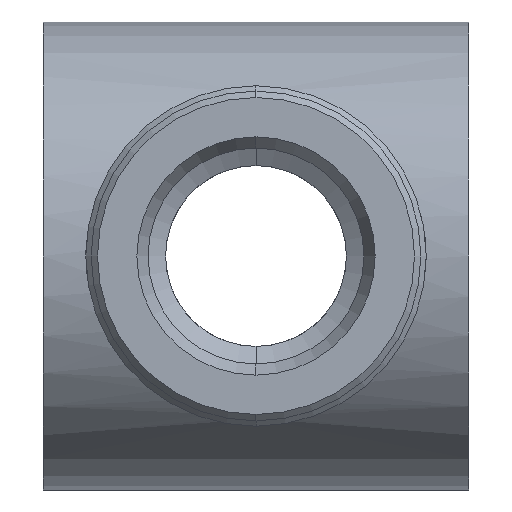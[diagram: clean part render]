
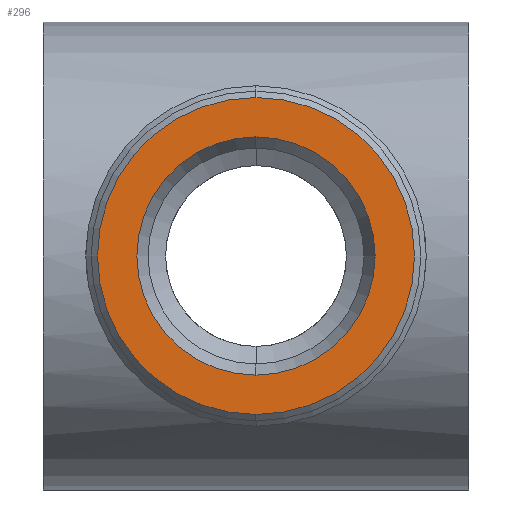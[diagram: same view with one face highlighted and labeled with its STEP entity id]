
A CAD part, left-side view. The second image highlights one B-rep face of the part: STEP entity #296.
In plain terms, the highlighted planar face has unit normal (-1, 0, 0).
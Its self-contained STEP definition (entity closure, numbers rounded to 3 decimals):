
#160 = ORIENTED_EDGE ( 'NONE', *, *, #506, .T. ) ;
#161 = ORIENTED_EDGE ( 'NONE', *, *, #295, .T. ) ;
#162 = EDGE_LOOP ( 'NONE', ( #163, #164 ) ) ;
#163 = ORIENTED_EDGE ( 'NONE', *, *, #542, .F. ) ;
#164 = ORIENTED_EDGE ( 'NONE', *, *, #165, .F. ) ;
#165 = EDGE_CURVE ( 'NONE', #560, #600, #1813, .T. ) ;
#295 = EDGE_CURVE ( 'NONE', #550, #557, #2438, .T. ) ;
#296 = ADVANCED_FACE ( 'NONE', ( #2439, #2433 ), #2432, .T. ) ;
#297 = EDGE_LOOP ( 'NONE', ( #160, #161 ) ) ;
#506 = EDGE_CURVE ( 'NONE', #557, #550, #3248, .T. ) ;
#542 = EDGE_CURVE ( 'NONE', #600, #560, #3499, .T. ) ;
#550 = VERTEX_POINT ( 'NONE', #3428 ) ;
#557 = VERTEX_POINT ( 'NONE', #3406 ) ;
#560 = VERTEX_POINT ( 'NONE', #3547 ) ;
#600 = VERTEX_POINT ( 'NONE', #3448 ) ;
#1809 = DIRECTION ( 'NONE',  ( 0., 0., -1. ) ) ;
#1810 = DIRECTION ( 'NONE',  ( 1., 0., 0. ) ) ;
#1811 = CARTESIAN_POINT ( 'NONE',  ( -28.8, 0., 0. ) ) ;
#1812 = AXIS2_PLACEMENT_3D ( 'NONE', #1811, #1810, #1809 ) ;
#1813 = CIRCLE ( 'NONE', #1812, 7.45 ) ;
#2427 = DIRECTION ( 'NONE',  ( 0., 0., 1. ) ) ;
#2428 = DIRECTION ( 'NONE',  ( -1., 0., 0. ) ) ;
#2429 = CARTESIAN_POINT ( 'NONE',  ( -28.8, 7.45, 0. ) ) ;
#2430 = AXIS2_PLACEMENT_3D ( 'NONE', #2429, #2428, #2427 ) ;
#2432 = PLANE ( 'NONE',  #2430 ) ;
#2433 = FACE_OUTER_BOUND ( 'NONE', #162, .T. ) ;
#2434 = DIRECTION ( 'NONE',  ( 0., 0., -1. ) ) ;
#2435 = DIRECTION ( 'NONE',  ( 1., 0., 0. ) ) ;
#2436 = CARTESIAN_POINT ( 'NONE',  ( -28.8, 0., 0. ) ) ;
#2437 = AXIS2_PLACEMENT_3D ( 'NONE', #2436, #2435, #2434 ) ;
#2438 = CIRCLE ( 'NONE', #2437, 5.6 ) ;
#2439 = FACE_BOUND ( 'NONE', #297, .T. ) ;
#3244 = DIRECTION ( 'NONE',  ( 0., 0., -1. ) ) ;
#3245 = DIRECTION ( 'NONE',  ( 1., 0., 0. ) ) ;
#3246 = CARTESIAN_POINT ( 'NONE',  ( -28.8, 0., 0. ) ) ;
#3247 = AXIS2_PLACEMENT_3D ( 'NONE', #3246, #3245, #3244 ) ;
#3248 = CIRCLE ( 'NONE', #3247, 5.6 ) ;
#3365 = DIRECTION ( 'NONE',  ( 1., 0., 0. ) ) ;
#3406 = CARTESIAN_POINT ( 'NONE',  ( -28.8, 0., 5.6 ) ) ;
#3428 = CARTESIAN_POINT ( 'NONE',  ( -28.8, 0., -5.6 ) ) ;
#3448 = CARTESIAN_POINT ( 'NONE',  ( -28.8, 0., -7.45 ) ) ;
#3474 = CARTESIAN_POINT ( 'NONE',  ( -28.8, 0., 0. ) ) ;
#3492 = DIRECTION ( 'NONE',  ( 0., 0., -1. ) ) ;
#3499 = CIRCLE ( 'NONE', #3500, 7.45 ) ;
#3500 = AXIS2_PLACEMENT_3D ( 'NONE', #3474, #3365, #3492 ) ;
#3547 = CARTESIAN_POINT ( 'NONE',  ( -28.8, 0., 7.45 ) ) ;
